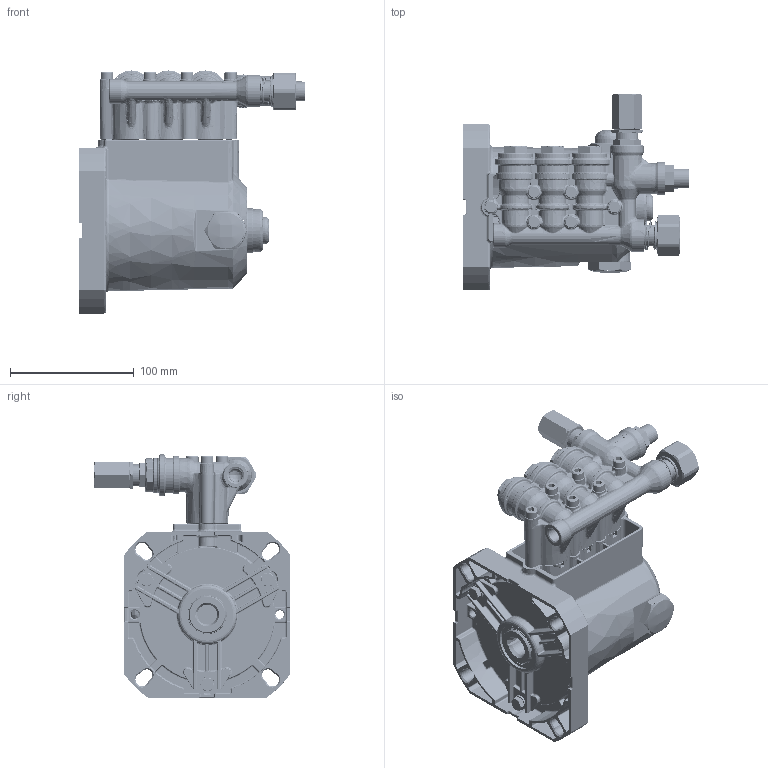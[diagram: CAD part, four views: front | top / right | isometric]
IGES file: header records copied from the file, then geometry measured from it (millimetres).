
Start section: SolidWorks IGES file using analytic representation for surfaces
Global section: file name: 4DX27EUF.IGS; native system: SolidWorks 2022; preprocessor: SolidWorks 2022; author: DMM; date: 230612.101630; units: inch
Bounding box: 181.67 x 158.58 x 196.25 mm (x, y, z)
Surface area: 178916.5 mm2 (no closed solid volume)
Topology: 0 solids, 0 shells, 2585 faces, 25252 edges, 25116 vertices
Faces by surface type: bspline 1575, revolution 1010
